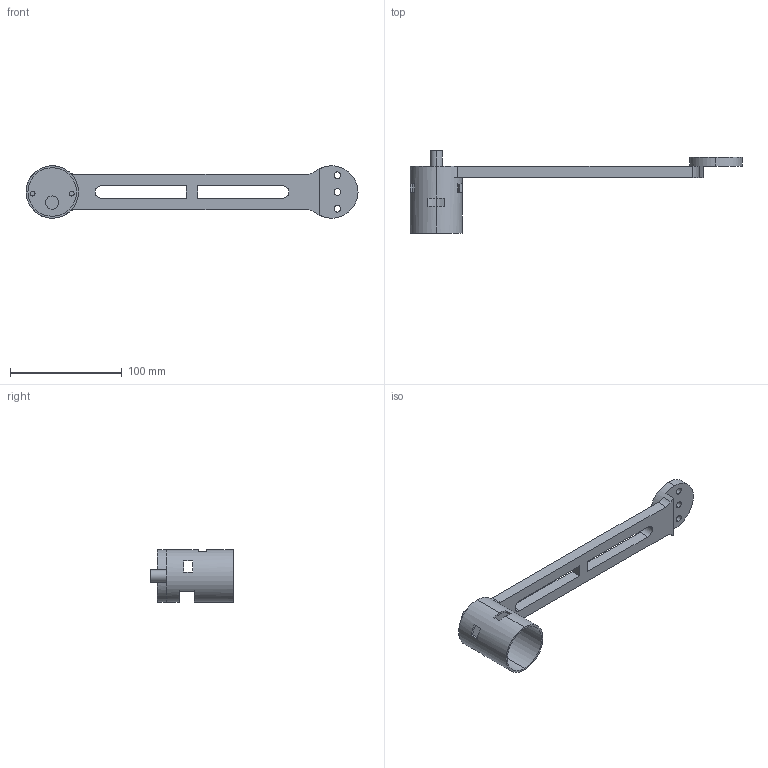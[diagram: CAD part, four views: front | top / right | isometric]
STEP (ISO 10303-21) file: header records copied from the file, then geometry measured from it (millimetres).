
FILE_DESCRIPTION (( 'STEP AP214' ), '1' );
FILE_NAME ('second_link1.STEP', '2024-05-04T09:53:54', ( '' ), ( '' ), 'SwSTEP 2.0', 'SolidWorks 2023', '' );
FILE_SCHEMA (( 'AUTOMOTIVE_DESIGN' ));
Length unit declared in the file: millimetre
Products named in the file (1): second_link1
Bounding box: 297.78 x 74 x 47 mm (x, y, z)
Volume: 97121.9 mm3; surface area: 43937.4 mm2
Topology: 1 solids, 1 shells, 67 faces, 192 edges, 128 vertices
Faces by surface type: plane 36, cylinder 31
Entity records: 2303 total; most frequent: DIRECTION 418, CARTESIAN_POINT 388, ORIENTED_EDGE 384, EDGE_CURVE 192, AXIS2_PLACEMENT_3D 158, VERTEX_POINT 128, VECTOR 102, LINE 102
